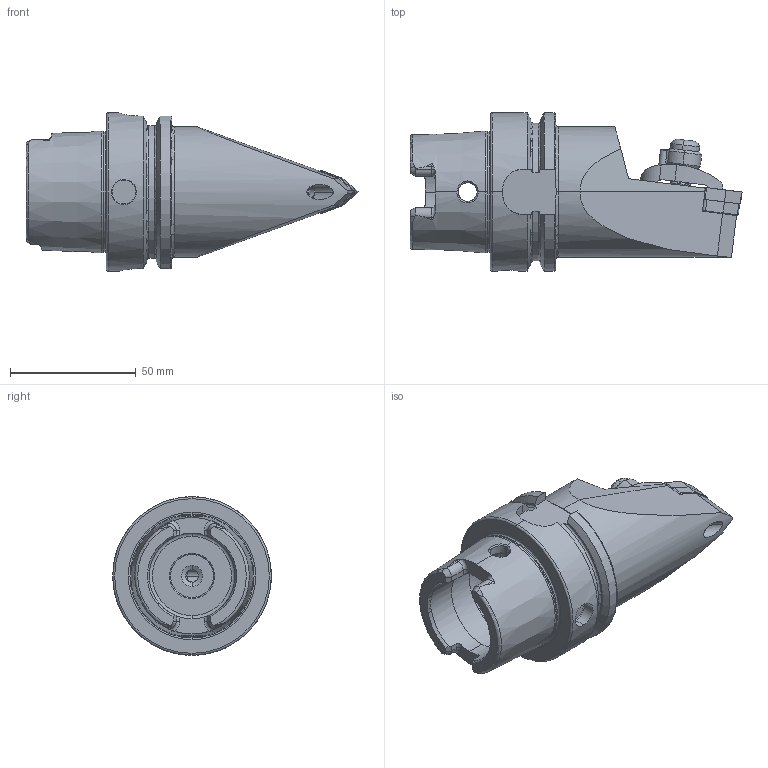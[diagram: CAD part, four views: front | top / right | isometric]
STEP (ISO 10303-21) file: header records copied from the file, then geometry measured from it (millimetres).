
FILE_DESCRIPTION (( 'STEP AP214' ), '1' );
FILE_NAME ('HA6.KWE.NMA.100.STEP', '2021-12-21T14:21:52', ( '' ), ( '' ), 'SwSTEP 2.0', 'SolidWorks 2017', '' );
FILE_SCHEMA (( 'AUTOMOTIVE_DESIGN' ));
Length unit declared in the file: millimetre
Products named in the file (11): WCC-ER2.001.010_A; WNMG080404; WCC-ER5.102.005_A; WCC-ER4.103.032_A; KVT_MB_600_060; HA6.KWE.NMA.100; HA6-KWE.NMA.100_B; WCC-ER5.102.012_B; WWE-ER2.101.004_A; WCC-ER3.102.024_C; ISO 13337 - 3 x 12_PreviewCfg
Assembly tree (10 placements, depth 2):
  HA6.KWE.NMA.100
    HA6-KWE.NMA.100_B
    WCC-ER4.103.032_A
    WCC-ER5.102.012_B
    WCC-ER3.102.024_C
    WCC-ER2.001.010_A
    WWE-ER2.101.004_A
    WCC-ER5.102.005_A
    ISO 13337 - 3 x 12_PreviewCfg
    KVT_MB_600_060
    WNMG080404
Bounding box: 131.9 x 63 x 63 mm (x, y, z)
Volume: 165594.3 mm3; surface area: 36430 mm2
Topology: 11 solids, 11 shells, 501 faces, 1248 edges, 759 vertices
Faces by surface type: cylinder 158, plane 135, cone 116, torus 60, bspline 30, sphere 2
Entity records: 17750 total; most frequent: CARTESIAN_POINT 5717, ORIENTED_EDGE 2462, DIRECTION 2356, EDGE_CURVE 1231, AXIS2_PLACEMENT_3D 938, VERTEX_POINT 756, EDGE_LOOP 529, FACE_OUTER_BOUND 501
